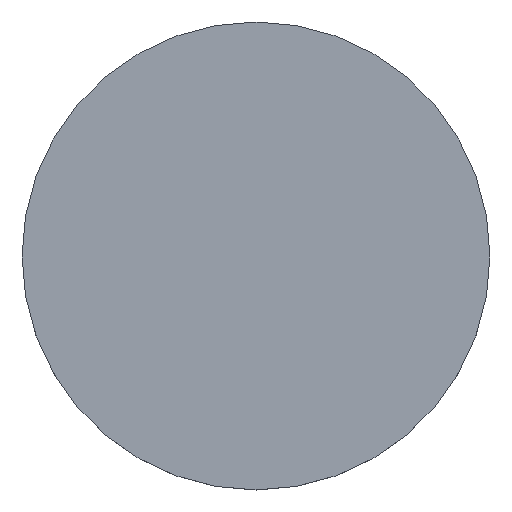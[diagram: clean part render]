
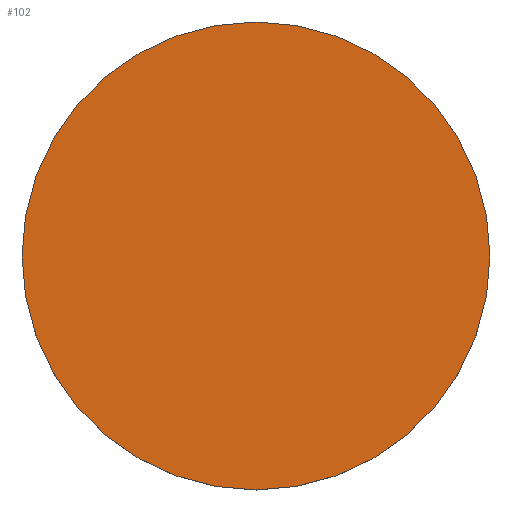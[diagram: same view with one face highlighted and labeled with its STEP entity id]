
A CAD part, top view. The second image highlights one B-rep face of the part: STEP entity #102.
In plain terms, the highlighted planar face has unit normal (0, 0, 1).
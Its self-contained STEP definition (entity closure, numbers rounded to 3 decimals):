
#16 = CARTESIAN_POINT ( 'NONE',  ( 0., 0., 4. ) ) ;
#35 = CARTESIAN_POINT ( 'NONE',  ( 0., 39.066, 4. ) ) ;
#45 = AXIS2_PLACEMENT_3D ( 'NONE', #35, #106, #158 ) ;
#56 = VERTEX_POINT ( 'NONE', #157 ) ;
#64 = FACE_OUTER_BOUND ( 'NONE', #179, .T. ) ;
#68 = EDGE_CURVE ( 'NONE', #56, #185, #116, .T. ) ;
#75 = CARTESIAN_POINT ( 'NONE',  ( 0., 0., 4. ) ) ;
#78 = AXIS2_PLACEMENT_3D ( 'NONE', #16, #173, #122 ) ;
#102 = ADVANCED_FACE ( 'NONE', ( #64 ), #193, .T. ) ;
#106 = DIRECTION ( 'NONE',  ( 0., 0., 1. ) ) ;
#111 = ORIENTED_EDGE ( 'NONE', *, *, #68, .F. ) ;
#116 = CIRCLE ( 'NONE', #78, 19.05 ) ;
#122 = DIRECTION ( 'NONE',  ( 1., 0., 0. ) ) ;
#157 = CARTESIAN_POINT ( 'NONE',  ( 19.05, 0., 4. ) ) ;
#158 = DIRECTION ( 'NONE',  ( 1., 0., 0. ) ) ;
#164 = DIRECTION ( 'NONE',  ( 1., 0., 0. ) ) ;
#173 = DIRECTION ( 'NONE',  ( 0., 0., -1. ) ) ;
#179 = EDGE_LOOP ( 'NONE', ( #111, #197 ) ) ;
#180 = DIRECTION ( 'NONE',  ( 0., 0., -1. ) ) ;
#185 = VERTEX_POINT ( 'NONE', #233 ) ;
#193 = PLANE ( 'NONE',  #45 ) ;
#195 = AXIS2_PLACEMENT_3D ( 'NONE', #75, #180, #164 ) ;
#197 = ORIENTED_EDGE ( 'NONE', *, *, #227, .F. ) ;
#204 = CIRCLE ( 'NONE', #195, 19.05 ) ;
#227 = EDGE_CURVE ( 'NONE', #185, #56, #204, .T. ) ;
#233 = CARTESIAN_POINT ( 'NONE',  ( -19.05, 0., 4. ) ) ;
